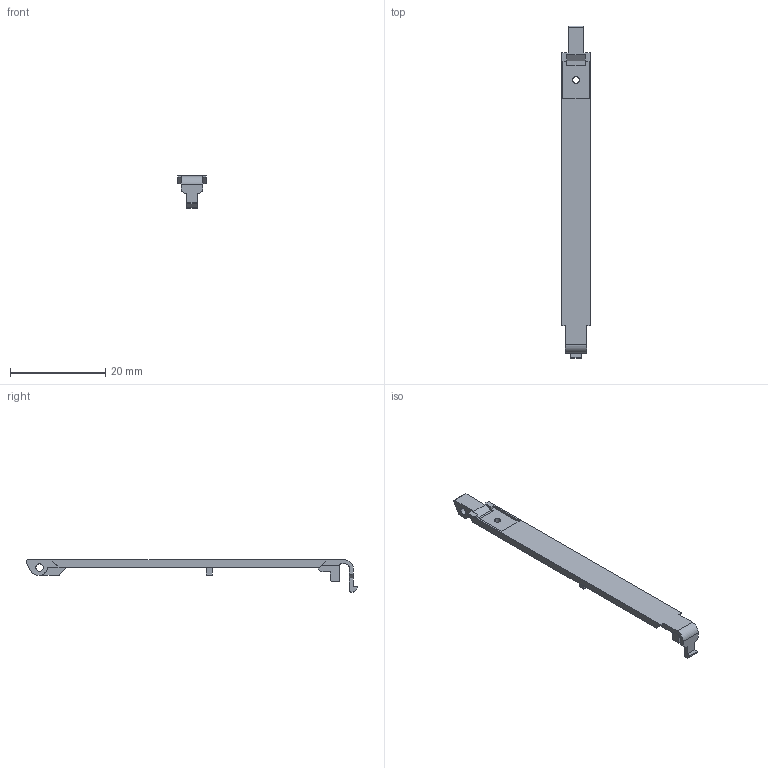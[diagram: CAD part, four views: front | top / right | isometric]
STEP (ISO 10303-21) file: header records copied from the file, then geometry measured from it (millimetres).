
FILE_DESCRIPTION(('CATIA V5 STEP Exchange','CAx-IF Rec.Pracs.--- Model Styling and Organization---1.4--- 2014-01-23'),'2;1');
FILE_NAME ('D1349854_1', '2018-11-23T08:01:23+00:00', ('none'), ('Weidmueller'), 'CATIA Version 5-6 Release 2016 SP3 HF44', 'CATIA V5 STEP AP214', 'none');
FILE_SCHEMA(('AUTOMOTIVE_DESIGN { 1 0 10303 214 1 1 1 1 }'));
Length unit declared in the file: millimetre
Products named in the file (1): 1073410000
Bounding box: 6.08 x 69.8 x 6.75 mm (x, y, z)
Volume: 555 mm3; surface area: 1198.9 mm2
Topology: 1 solids, 1 shells, 80 faces, 255 edges, 178 vertices
Faces by surface type: plane 65, cylinder 8, extrusion 7
Entity records: 2985 total; most frequent: CARTESIAN_POINT 745, ORIENTED_EDGE 510, DIRECTION 331, EDGE_CURVE 255, VECTOR 208, LINE 201, VERTEX_POINT 178, EDGE_LOOP 85
